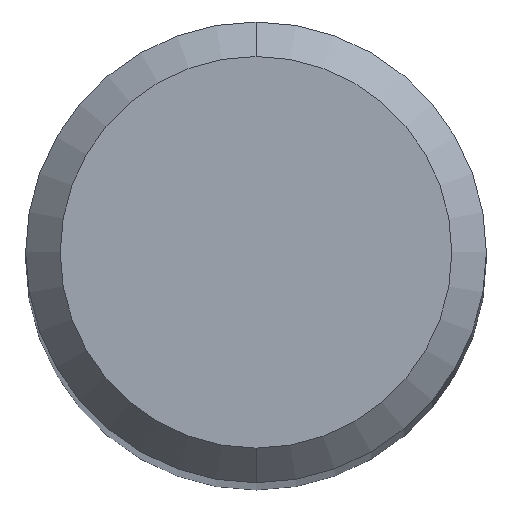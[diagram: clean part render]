
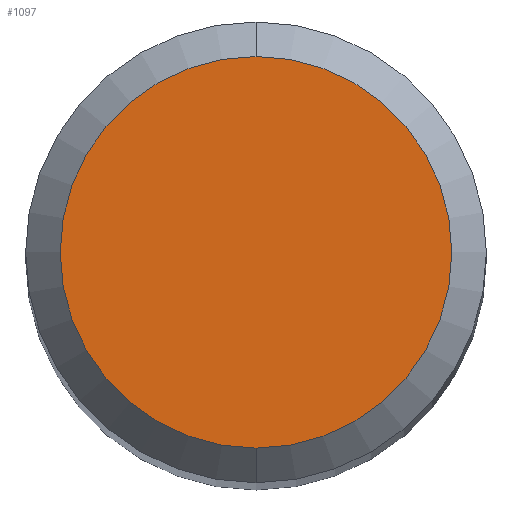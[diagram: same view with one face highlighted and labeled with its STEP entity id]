
A CAD part, top view. The second image highlights one B-rep face of the part: STEP entity #1097.
In plain terms, the highlighted planar face has unit normal (0, 0, 1).
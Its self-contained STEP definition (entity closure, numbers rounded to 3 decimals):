
#507=EDGE_CURVE('',#1069,#1007,#1295,.T.);
#803=EDGE_CURVE('',#1007,#1069,#1610,.T.);
#1007=VERTEX_POINT('',#1832);
#1069=VERTEX_POINT('',#1902);
#1097=ADVANCED_FACE('',(#1933),#1934,.T.);
#1295=CIRCLE('',#2326,1.7);
#1610=CIRCLE('',#3420,1.7);
#1832=CARTESIAN_POINT('',(0.,-1.7,0.0));
#1902=CARTESIAN_POINT('',(0.0,1.7,0.0));
#1933=FACE_OUTER_BOUND('',#4747,.T.);
#1934=PLANE('',#4748);
#2326=AXIS2_PLACEMENT_3D('',#5229,#5230,#5231);
#3420=AXIS2_PLACEMENT_3D('',#5518,#5519,#5520);
#4747=EDGE_LOOP('',(#5858,#5859));
#4748=AXIS2_PLACEMENT_3D('',#5860,#5861,#5862);
#5229=CARTESIAN_POINT('',(0.0,0.0,0.0));
#5230=DIRECTION('',(0.0,0.0,-1.0));
#5231=DIRECTION('',(0.0,1.0,0.0));
#5518=CARTESIAN_POINT('',(0.0,0.0,0.0));
#5519=DIRECTION('',(0.0,0.0,-1.0));
#5520=DIRECTION('',(0.0,1.0,0.0));
#5858=ORIENTED_EDGE('',*,*,#507,.F.);
#5859=ORIENTED_EDGE('',*,*,#803,.F.);
#5860=CARTESIAN_POINT('',(0.0,0.85,0.0));
#5861=DIRECTION('',(-0.0,0.0,1.0));
#5862=DIRECTION('',(0.0,-1.0,0.0));
